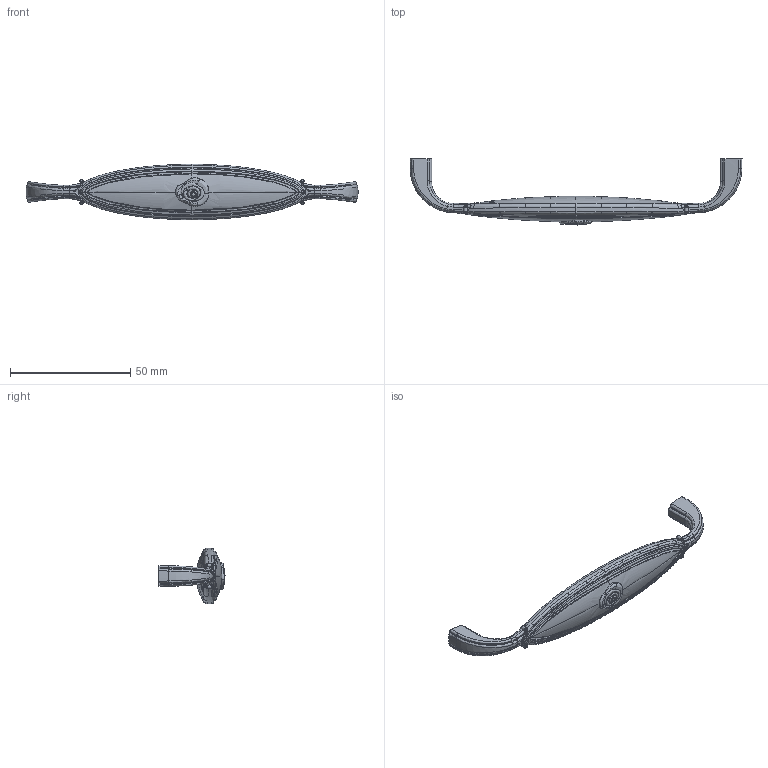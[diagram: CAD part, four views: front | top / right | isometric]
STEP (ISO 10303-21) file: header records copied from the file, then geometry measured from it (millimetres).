
FILE_DESCRIPTION(('Creo Elements/Direct Modeling STEP Export'),'2;1');
FILE_NAME('1898-138_.stp','2021-06-11T 8:31:37',(''),(''),'Creo Elements/Direct Modeling STEP processor for AP214 (Solid Model)','Creo Elements/Direct Modeling 20.0 12-Nov-2016 (C) Parametric Technology GmbH','');
FILE_SCHEMA(('AUTOMOTIVE_DESIGN { 1 0 10303 214 1 1 1 1 }'));
Length unit declared in the file: millimetre
Products named in the file (3): Einlage; 1898_138_Griff; 1898-138_
Assembly tree (2 placements, depth 2):
  1898-138_
    1898_138_Griff
    Einlage
Bounding box: 137.99 x 27.5 x 23 mm (x, y, z)
Volume: 12684.1 mm3; surface area: 10483.4 mm2
Topology: 2 solids, 2 shells, 1122 faces, 3192 edges, 2060 vertices
Faces by surface type: plane 629, bspline 333, cylinder 85, extrusion 34, torus 16, sphere 13, revolution 8, cone 4
Entity records: 140911 total; most frequent: CARTESIAN_POINT 111750, ORIENTED_EDGE 6318, EDGE_CURVE 3159, DIRECTION 3122, VERTEX_POINT 2064, B_SPLINE_CURVE_WITH_KNOTS 1856, SURFACE_CURVE 1229, EDGE_LOOP 1149
